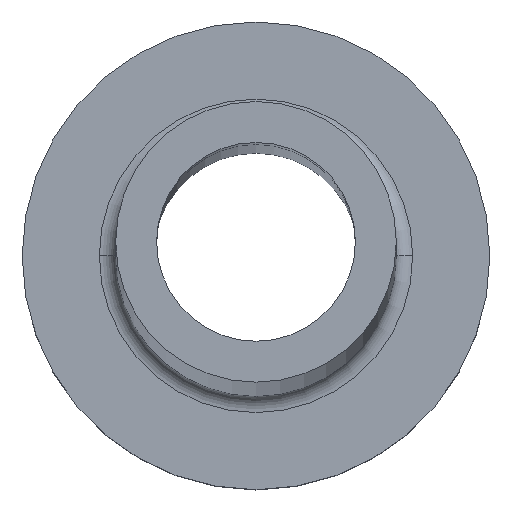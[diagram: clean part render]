
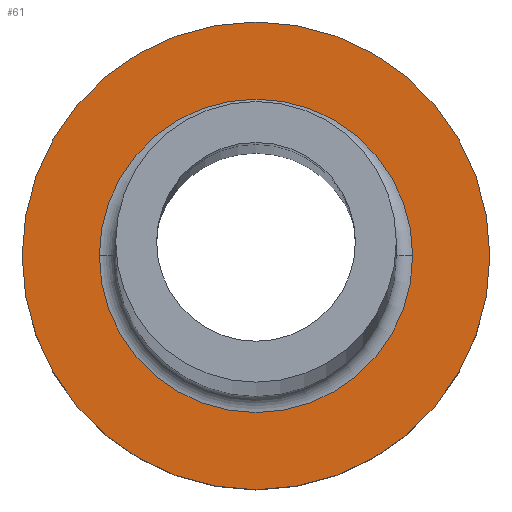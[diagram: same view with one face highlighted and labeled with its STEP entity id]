
A CAD part, top view. The second image highlights one B-rep face of the part: STEP entity #61.
In plain terms, the highlighted planar face has unit normal (0, 0, 1).
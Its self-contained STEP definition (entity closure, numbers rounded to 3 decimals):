
#14 = DIRECTION ( 'NONE',  ( 1., 0., 0. ) ) ;
#19 = EDGE_LOOP ( 'NONE', ( #79, #384 ) ) ;
#20 = AXIS2_PLACEMENT_3D ( 'NONE', #75, #454, #147 ) ;
#26 = DIRECTION ( 'NONE',  ( 0., 0., 1. ) ) ;
#30 = DIRECTION ( 'NONE',  ( 1., 0., 0. ) ) ;
#38 = CIRCLE ( 'NONE', #176, 6.7 ) ;
#48 = CIRCLE ( 'NONE', #374, 10. ) ;
#61 = ADVANCED_FACE ( 'NONE', ( #118, #409 ), #236, .T. ) ;
#69 = DIRECTION ( 'NONE',  ( 0., 0., 1. ) ) ;
#72 = AXIS2_PLACEMENT_3D ( 'NONE', #191, #69, #30 ) ;
#75 = CARTESIAN_POINT ( 'NONE',  ( 0., 0., 7. ) ) ;
#79 = ORIENTED_EDGE ( 'NONE', *, *, #327, .T. ) ;
#101 = CARTESIAN_POINT ( 'NONE',  ( 6.7, 0., 7. ) ) ;
#107 = CARTESIAN_POINT ( 'NONE',  ( -10., 0., 7. ) ) ;
#118 = FACE_BOUND ( 'NONE', #19, .T. ) ;
#135 = AXIS2_PLACEMENT_3D ( 'NONE', #307, #234, #14 ) ;
#147 = DIRECTION ( 'NONE',  ( 1., 0., 0. ) ) ;
#176 = AXIS2_PLACEMENT_3D ( 'NONE', #318, #381, #449 ) ;
#186 = CARTESIAN_POINT ( 'NONE',  ( -6.7, 0., 7. ) ) ;
#191 = CARTESIAN_POINT ( 'NONE',  ( 0., 0., 7. ) ) ;
#225 = DIRECTION ( 'NONE',  ( 1., 0., 0. ) ) ;
#234 = DIRECTION ( 'NONE',  ( 0., 0., 1. ) ) ;
#236 = PLANE ( 'NONE',  #135 ) ;
#281 = ORIENTED_EDGE ( 'NONE', *, *, #458, .T. ) ;
#292 = CIRCLE ( 'NONE', #72, 10. ) ;
#307 = CARTESIAN_POINT ( 'NONE',  ( 0., 0., 7. ) ) ;
#318 = CARTESIAN_POINT ( 'NONE',  ( 0., 0., 7. ) ) ;
#320 = CIRCLE ( 'NONE', #20, 6.7 ) ;
#326 = VERTEX_POINT ( 'NONE', #101 ) ;
#327 = EDGE_CURVE ( 'NONE', #326, #433, #38, .T. ) ;
#345 = VERTEX_POINT ( 'NONE', #385 ) ;
#355 = ORIENTED_EDGE ( 'NONE', *, *, #398, .T. ) ;
#374 = AXIS2_PLACEMENT_3D ( 'NONE', #425, #26, #225 ) ;
#381 = DIRECTION ( 'NONE',  ( 0., 0., -1. ) ) ;
#384 = ORIENTED_EDGE ( 'NONE', *, *, #446, .T. ) ;
#385 = CARTESIAN_POINT ( 'NONE',  ( 10., 0., 7. ) ) ;
#398 = EDGE_CURVE ( 'NONE', #345, #417, #48, .T. ) ;
#409 = FACE_OUTER_BOUND ( 'NONE', #426, .T. ) ;
#417 = VERTEX_POINT ( 'NONE', #107 ) ;
#425 = CARTESIAN_POINT ( 'NONE',  ( 0., 0., 7. ) ) ;
#426 = EDGE_LOOP ( 'NONE', ( #281, #355 ) ) ;
#433 = VERTEX_POINT ( 'NONE', #186 ) ;
#446 = EDGE_CURVE ( 'NONE', #433, #326, #320, .T. ) ;
#449 = DIRECTION ( 'NONE',  ( 1., 0., 0. ) ) ;
#454 = DIRECTION ( 'NONE',  ( 0., 0., -1. ) ) ;
#458 = EDGE_CURVE ( 'NONE', #417, #345, #292, .T. ) ;
